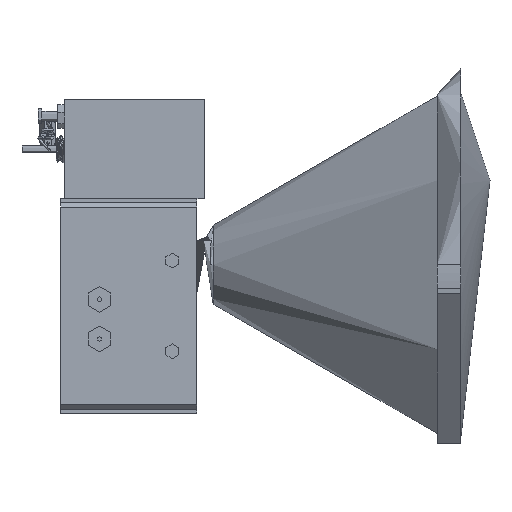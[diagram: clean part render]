
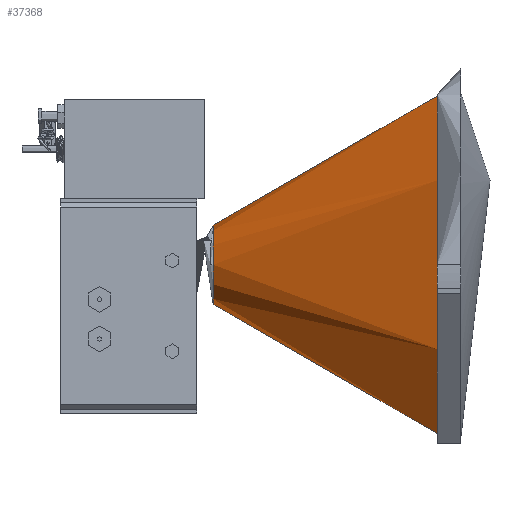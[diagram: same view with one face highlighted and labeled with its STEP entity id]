
A CAD part, left-side view. The second image highlights one B-rep face of the part: STEP entity #37368.
In plain terms, the highlighted conical face has half-angle 30 degrees and reference radius 26.011 mm.
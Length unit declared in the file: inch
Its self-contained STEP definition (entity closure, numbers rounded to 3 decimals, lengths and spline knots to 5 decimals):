
#1780 = CIRCLE ( 'NONE', #25357, 0.24 ) ;
#2797 = CARTESIAN_POINT ( 'NONE',  ( -0.62246, -1.92275, 0.7574 ) ) ;
#4290 = VERTEX_POINT ( 'NONE', #13565 ) ;
#5224 = VERTEX_POINT ( 'NONE', #14353 ) ;
#6926 = CONICAL_SURFACE ( 'NONE', #42271, 1.02404, 0.524 ) ;
#8977 = DIRECTION ( 'NONE',  ( 0., 1., 0. ) ) ;
#9051 = DIRECTION ( 'NONE',  ( 0., 0., -1. ) ) ;
#9251 = DIRECTION ( 'NONE',  ( 0., 0., -1. ) ) ;
#12622 = VECTOR ( 'NONE', #16797, 39.37008 ) ;
#12866 = DIRECTION ( 'NONE',  ( 0., -1., 0. ) ) ;
#13497 = ORIENTED_EDGE ( 'NONE', *, *, #31646, .F. ) ;
#13565 = CARTESIAN_POINT ( 'NONE',  ( -0.86246, -0.56475, -0.26664 ) ) ;
#14051 = VERTEX_POINT ( 'NONE', #2797 ) ;
#14353 = CARTESIAN_POINT ( 'NONE',  ( -0.62246, -1.92275, -1.29068 ) ) ;
#14379 = EDGE_CURVE ( 'NONE', #5224, #14051, #28618, .T. ) ;
#16797 = DIRECTION ( 'NONE',  ( 0., -0.866, -0.5 ) ) ;
#17226 = LINE ( 'NONE', #22209, #36465 ) ;
#17288 = CARTESIAN_POINT ( 'NONE',  ( -0.62246, -0.56475, -0.50664 ) ) ;
#18719 = DIRECTION ( 'NONE',  ( 0., -0.866, 0.5 ) ) ;
#21227 = EDGE_LOOP ( 'NONE', ( #13497, #44833, #32586, #35892, #35582 ) ) ;
#22209 = CARTESIAN_POINT ( 'NONE',  ( -0.62246, -1.92275, 0.7574 ) ) ;
#22959 = AXIS2_PLACEMENT_3D ( 'NONE', #44726, #33371, #33674 ) ;
#23924 = VERTEX_POINT ( 'NONE', #26276 ) ;
#25357 = AXIS2_PLACEMENT_3D ( 'NONE', #45133, #12866, #9251 ) ;
#25679 = CIRCLE ( 'NONE', #22959, 0.24 ) ;
#26276 = CARTESIAN_POINT ( 'NONE',  ( -0.62246, -0.56475, -0.02664 ) ) ;
#28618 = CIRCLE ( 'NONE', #42061, 1.02404 ) ;
#31646 = EDGE_CURVE ( 'NONE', #23924, #14051, #17226, .T. ) ;
#31666 = CARTESIAN_POINT ( 'NONE',  ( -0.62246, -1.92275, -1.29068 ) ) ;
#31836 = EDGE_CURVE ( 'NONE', #33043, #5224, #40913, .T. ) ;
#32177 = EDGE_CURVE ( 'NONE', #23924, #4290, #25679, .T. ) ;
#32586 = ORIENTED_EDGE ( 'NONE', *, *, #37790, .T. ) ;
#33043 = VERTEX_POINT ( 'NONE', #17288 ) ;
#33371 = DIRECTION ( 'NONE',  ( 0., -1., 0. ) ) ;
#33674 = DIRECTION ( 'NONE',  ( 0., 0., -1. ) ) ;
#35582 = ORIENTED_EDGE ( 'NONE', *, *, #14379, .T. ) ;
#35892 = ORIENTED_EDGE ( 'NONE', *, *, #31836, .T. ) ;
#36465 = VECTOR ( 'NONE', #18719, 39.37008 ) ;
#37368 = ADVANCED_FACE ( 'NONE', ( #44759 ), #6926, .T. ) ;
#37790 = EDGE_CURVE ( 'NONE', #4290, #33043, #1780, .T. ) ;
#37867 = CARTESIAN_POINT ( 'NONE',  ( -0.62246, -1.92275, -0.26664 ) ) ;
#38094 = DIRECTION ( 'NONE',  ( 0., -1., 0. ) ) ;
#40913 = LINE ( 'NONE', #31666, #12622 ) ;
#41743 = CARTESIAN_POINT ( 'NONE',  ( -0.62246, -1.92275, -0.26664 ) ) ;
#42061 = AXIS2_PLACEMENT_3D ( 'NONE', #37867, #8977, #45333 ) ;
#42271 = AXIS2_PLACEMENT_3D ( 'NONE', #41743, #38094, #9051 ) ;
#44726 = CARTESIAN_POINT ( 'NONE',  ( -0.62246, -0.56475, -0.26664 ) ) ;
#44759 = FACE_OUTER_BOUND ( 'NONE', #21227, .T. ) ;
#44833 = ORIENTED_EDGE ( 'NONE', *, *, #32177, .T. ) ;
#45133 = CARTESIAN_POINT ( 'NONE',  ( -0.62246, -0.56475, -0.26664 ) ) ;
#45333 = DIRECTION ( 'NONE',  ( 0., 0., -1. ) ) ;
